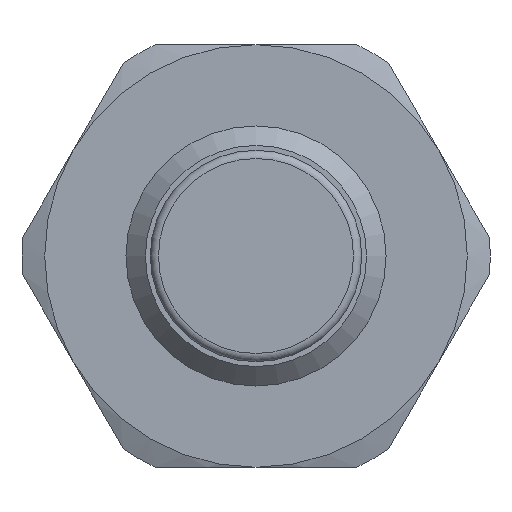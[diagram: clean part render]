
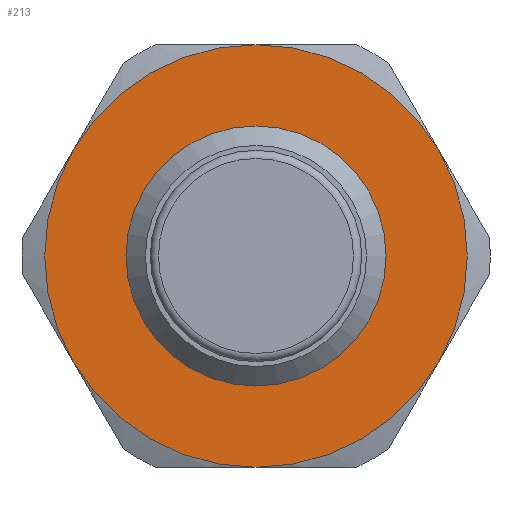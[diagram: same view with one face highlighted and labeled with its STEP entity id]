
A CAD part, left-side view. The second image highlights one B-rep face of the part: STEP entity #213.
In plain terms, the highlighted planar face has unit normal (-1, 0, 0).
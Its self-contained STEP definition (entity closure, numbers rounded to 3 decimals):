
#141=CARTESIAN_POINT('',(7.718,0.,0.));
#142=DIRECTION('',(1.0,0.0,0.0));
#143=DIRECTION('',(0.0,0.0,-1.0));
#144=AXIS2_PLACEMENT_3D('',#141,#142,#143);
#145=PLANE('',#144);
#146=CARTESIAN_POINT('',(7.718,5.629,3.25));
#147=VERTEX_POINT('',#146);
#148=CARTESIAN_POINT('',(7.718,5.629,-3.25));
#149=VERTEX_POINT('',#148);
#150=CARTESIAN_POINT('',(7.718,0.,0.));
#151=DIRECTION('',(-1.0,0.0,0.0));
#152=DIRECTION('',(0.0,-1.0,0.0));
#153=AXIS2_PLACEMENT_3D('',#150,#151,#152);
#154=CIRCLE('',#153,6.5);
#155=EDGE_CURVE('',#147,#149,#154,.T.);
#156=ORIENTED_EDGE('',*,*,#155,.T.);
#157=CARTESIAN_POINT('',(7.718,0.,-6.5));
#158=VERTEX_POINT('',#157);
#159=CARTESIAN_POINT('',(7.718,0.,0.));
#160=DIRECTION('',(-1.0,0.0,0.0));
#161=DIRECTION('',(0.0,-1.0,0.0));
#162=AXIS2_PLACEMENT_3D('',#159,#160,#161);
#163=CIRCLE('',#162,6.5);
#164=EDGE_CURVE('',#149,#158,#163,.T.);
#165=ORIENTED_EDGE('',*,*,#164,.T.);
#166=CARTESIAN_POINT('',(7.718,-5.629,-3.25));
#167=VERTEX_POINT('',#166);
#168=CARTESIAN_POINT('',(7.718,0.,0.));
#169=DIRECTION('',(-1.0,0.0,0.0));
#170=DIRECTION('',(0.0,-1.0,0.0));
#171=AXIS2_PLACEMENT_3D('',#168,#169,#170);
#172=CIRCLE('',#171,6.5);
#173=EDGE_CURVE('',#158,#167,#172,.T.);
#174=ORIENTED_EDGE('',*,*,#173,.T.);
#175=CARTESIAN_POINT('',(7.718,-5.629,3.25));
#176=VERTEX_POINT('',#175);
#177=CARTESIAN_POINT('',(7.718,0.,0.));
#178=DIRECTION('',(-1.0,0.0,0.0));
#179=DIRECTION('',(0.0,-1.0,0.0));
#180=AXIS2_PLACEMENT_3D('',#177,#178,#179);
#181=CIRCLE('',#180,6.5);
#182=EDGE_CURVE('',#167,#176,#181,.T.);
#183=ORIENTED_EDGE('',*,*,#182,.T.);
#184=CARTESIAN_POINT('',(7.718,0.,6.5));
#185=VERTEX_POINT('',#184);
#186=CARTESIAN_POINT('',(7.718,0.,0.));
#187=DIRECTION('',(-1.0,0.0,0.0));
#188=DIRECTION('',(0.0,-1.0,0.0));
#189=AXIS2_PLACEMENT_3D('',#186,#187,#188);
#190=CIRCLE('',#189,6.5);
#191=EDGE_CURVE('',#176,#185,#190,.T.);
#192=ORIENTED_EDGE('',*,*,#191,.T.);
#193=CARTESIAN_POINT('',(7.718,0.,0.));
#194=DIRECTION('',(-1.0,0.0,0.0));
#195=DIRECTION('',(0.0,-1.0,0.0));
#196=AXIS2_PLACEMENT_3D('',#193,#194,#195);
#197=CIRCLE('',#196,6.5);
#198=EDGE_CURVE('',#185,#147,#197,.T.);
#199=ORIENTED_EDGE('',*,*,#198,.T.);
#200=EDGE_LOOP('',(#156,#165,#174,#183,#192,#199));
#201=FACE_OUTER_BOUND('',#200,.T.);
#202=CARTESIAN_POINT('',(7.718,-4.0,0.));
#203=VERTEX_POINT('',#202);
#204=CARTESIAN_POINT('',(7.718,0.,0.));
#205=DIRECTION('',(-1.0,0.0,0.0));
#206=DIRECTION('',(0.0,1.0,0.0));
#207=AXIS2_PLACEMENT_3D('',#204,#205,#206);
#208=CIRCLE('',#207,4.0);
#209=EDGE_CURVE('',#203,#203,#208,.T.);
#210=ORIENTED_EDGE('',*,*,#209,.F.);
#211=EDGE_LOOP('',(#210));
#212=FACE_BOUND('',#211,.T.);
#213=ADVANCED_FACE('',(#201,#212),#145,.F.);
